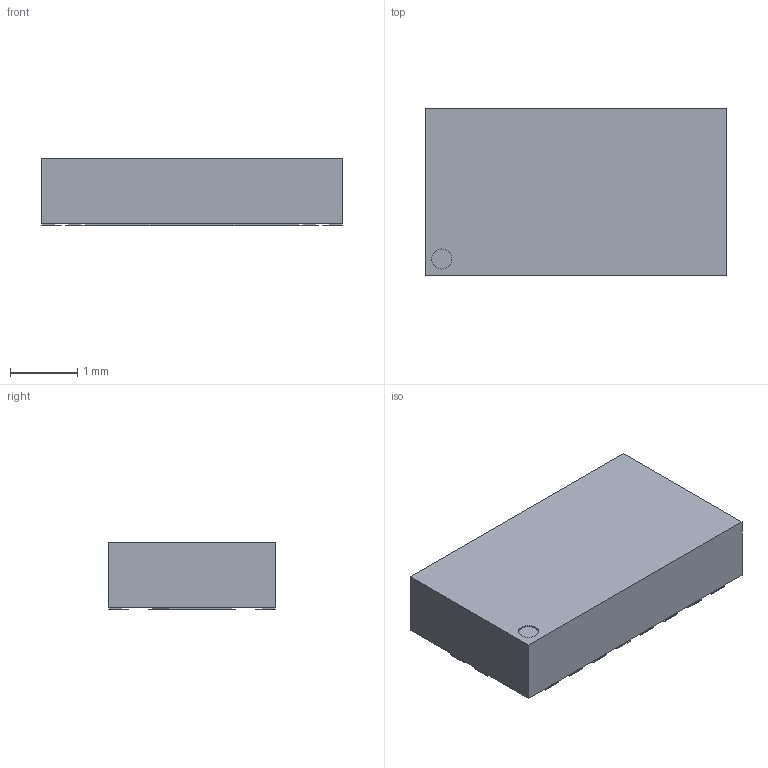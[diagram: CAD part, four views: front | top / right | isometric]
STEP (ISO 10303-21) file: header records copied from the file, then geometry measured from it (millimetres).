
FILE_DESCRIPTION(/* description */ (''),/* implementation_level */ '2;1');
FILE_NAME(/* name */ '115-2489-000_1.stp',/* time_stamp */ '2023-11-01T20:46:10+03:00',/* author */ (''),/* organization */ (''),/* preprocessor_version */ 'ST-DEVELOPER v16.7',/* originating_system */ 'SIEMENS PLM Software NX 12.0',/* authorisation */ '');
FILE_SCHEMA (('AUTOMOTIVE_DESIGN { 1 0 10303 214 3 1 1 1 }'));
Length unit declared in the file: millimetre
Products named in the file (1): 115-2489-000_1
Bounding box: 4.5 x 2.5 x 1 mm (x, y, z)
Volume: 11.1 mm3; surface area: 39.6 mm2
Topology: 1 solids, 1 shells, 220 faces, 525 edges, 350 vertices
Faces by surface type: plane 218, cylinder 2
Entity records: 6617 total; most frequent: CARTESIAN_POINT 1096, ORIENTED_EDGE 1050, DIRECTION 971, EDGE_CURVE 525, LINE 521, VECTOR 521, VERTEX_POINT 350, EDGE_LOOP 263
